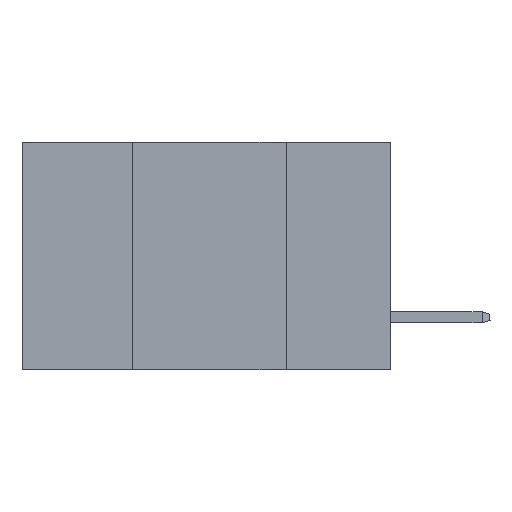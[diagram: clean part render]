
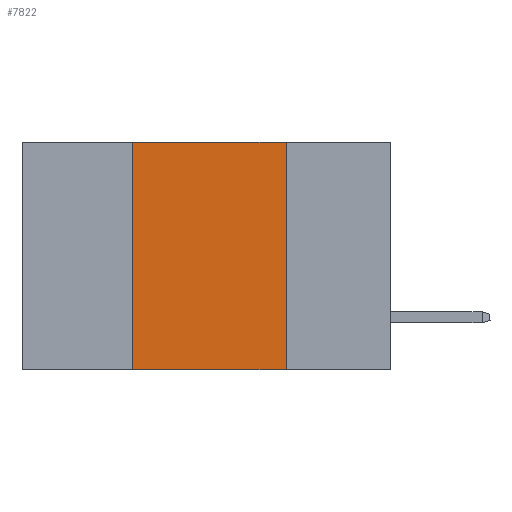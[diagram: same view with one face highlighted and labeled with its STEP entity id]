
A CAD part, left-side view. The second image highlights one B-rep face of the part: STEP entity #7822.
In plain terms, the highlighted planar face has unit normal (-1, 0, 0).
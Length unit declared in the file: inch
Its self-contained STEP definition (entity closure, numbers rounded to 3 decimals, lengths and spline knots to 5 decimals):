
#413 = DIRECTION ( 'NONE',  ( 0., 0., -1. ) ) ;
#1957 = CARTESIAN_POINT ( 'NONE',  ( 0., 0.42, 0. ) ) ;
#2356 = CARTESIAN_POINT ( 'NONE',  ( 0., 0.6, 0. ) ) ;
#2418 = CARTESIAN_POINT ( 'NONE',  ( 0., 0.42, -0.37 ) ) ;
#2542 = VECTOR ( 'NONE', #21844, 39.37008 ) ;
#3685 = CARTESIAN_POINT ( 'NONE',  ( 0., 0.6, 0. ) ) ;
#5070 = EDGE_CURVE ( 'NONE', #22155, #19588, #12982, .T. ) ;
#5374 = EDGE_LOOP ( 'NONE', ( #9228, #15641, #18259, #20161 ) ) ;
#6727 = CARTESIAN_POINT ( 'NONE',  ( 0., 0.17, -0.37 ) ) ;
#7822 = ADVANCED_FACE ( 'NONE', ( #11536 ), #8731, .F. ) ;
#7989 = LINE ( 'NONE', #19430, #23521 ) ;
#8731 = PLANE ( 'NONE',  #9941 ) ;
#9228 = ORIENTED_EDGE ( 'NONE', *, *, #18876, .F. ) ;
#9941 = AXIS2_PLACEMENT_3D ( 'NONE', #2356, #14507, #413 ) ;
#11240 = CARTESIAN_POINT ( 'NONE',  ( 0., 0.17, 0. ) ) ;
#11471 = VECTOR ( 'NONE', #21160, 39.37008 ) ;
#11536 = FACE_OUTER_BOUND ( 'NONE', #5374, .T. ) ;
#12293 = EDGE_CURVE ( 'NONE', #22155, #25627, #18093, .T. ) ;
#12982 = LINE ( 'NONE', #17319, #17686 ) ;
#14507 = DIRECTION ( 'NONE',  ( 1., 0., 0. ) ) ;
#15641 = ORIENTED_EDGE ( 'NONE', *, *, #26150, .F. ) ;
#17319 = CARTESIAN_POINT ( 'NONE',  ( 0., 0.6, -0.37 ) ) ;
#17686 = VECTOR ( 'NONE', #19351, 39.37008 ) ;
#18093 = LINE ( 'NONE', #22847, #11471 ) ;
#18259 = ORIENTED_EDGE ( 'NONE', *, *, #12293, .F. ) ;
#18378 = LINE ( 'NONE', #3685, #2542 ) ;
#18876 = EDGE_CURVE ( 'NONE', #22406, #19588, #7989, .T. ) ;
#19351 = DIRECTION ( 'NONE',  ( 0., -1., 0. ) ) ;
#19430 = CARTESIAN_POINT ( 'NONE',  ( 0., 0.17, 0. ) ) ;
#19588 = VERTEX_POINT ( 'NONE', #6727 ) ;
#20161 = ORIENTED_EDGE ( 'NONE', *, *, #5070, .T. ) ;
#21160 = DIRECTION ( 'NONE',  ( 0., 0., 1. ) ) ;
#21844 = DIRECTION ( 'NONE',  ( 0., -1., 0. ) ) ;
#22077 = DIRECTION ( 'NONE',  ( 0., 0., -1. ) ) ;
#22155 = VERTEX_POINT ( 'NONE', #2418 ) ;
#22406 = VERTEX_POINT ( 'NONE', #11240 ) ;
#22847 = CARTESIAN_POINT ( 'NONE',  ( 0., 0.42, 0. ) ) ;
#23521 = VECTOR ( 'NONE', #22077, 39.37008 ) ;
#25627 = VERTEX_POINT ( 'NONE', #1957 ) ;
#26150 = EDGE_CURVE ( 'NONE', #25627, #22406, #18378, .T. ) ;
